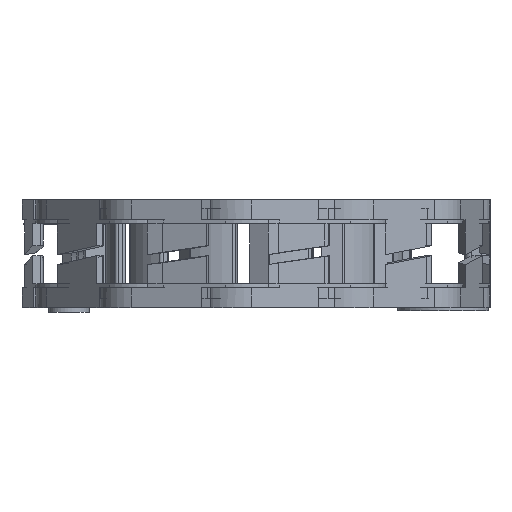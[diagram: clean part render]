
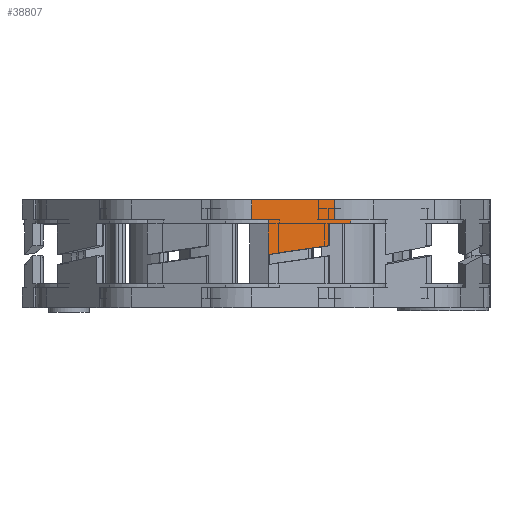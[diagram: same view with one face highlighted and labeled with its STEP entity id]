
A CAD part, left-side view. The second image highlights one B-rep face of the part: STEP entity #38807.
In plain terms, the highlighted planar face has unit normal (-0.98, -0.198, 0).
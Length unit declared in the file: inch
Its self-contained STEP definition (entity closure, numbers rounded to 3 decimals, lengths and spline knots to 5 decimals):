
#971 = VERTEX_POINT ( 'NONE', #61935 ) ;
#1238 = CARTESIAN_POINT ( 'NONE',  ( -1.54195, 0.53913, 0.17717 ) ) ;
#1560 = LINE ( 'NONE', #44978, #22800 ) ;
#1728 = CARTESIAN_POINT ( 'NONE',  ( -1.63911, 1.02064, 0.31496 ) ) ;
#2392 = VECTOR ( 'NONE', #58052, 39.37008 ) ;
#3538 = CARTESIAN_POINT ( 'NONE',  ( -1.60035, 0.82858, 0.31496 ) ) ;
#3616 = EDGE_CURVE ( 'NONE', #49261, #62460, #49416, .T. ) ;
#4375 = VERTEX_POINT ( 'NONE', #11099 ) ;
#4416 = CARTESIAN_POINT ( 'NONE',  ( -1.5616, 0.63651, 0.31496 ) ) ;
#4728 = LINE ( 'NONE', #3538, #54798 ) ;
#6675 = ORIENTED_EDGE ( 'NONE', *, *, #9955, .T. ) ;
#7910 = AXIS2_PLACEMENT_3D ( 'NONE', #20206, #20579, #19775 ) ;
#9365 = ORIENTED_EDGE ( 'NONE', *, *, #54533, .T. ) ;
#9504 = VERTEX_POINT ( 'NONE', #1238 ) ;
#9767 = ORIENTED_EDGE ( 'NONE', *, *, #67342, .T. ) ;
#9955 = EDGE_CURVE ( 'NONE', #33284, #31175, #70497, .T. ) ;
#10817 = VERTEX_POINT ( 'NONE', #4416 ) ;
#11099 = CARTESIAN_POINT ( 'NONE',  ( -1.54195, 0.53913, 0.19685 ) ) ;
#11638 = EDGE_CURVE ( 'NONE', #31175, #9504, #64872, .T. ) ;
#13486 = ORIENTED_EDGE ( 'NONE', *, *, #21644, .F. ) ;
#15509 = ORIENTED_EDGE ( 'NONE', *, *, #63508, .T. ) ;
#16931 = VECTOR ( 'NONE', #29535, 39.37008 ) ;
#17701 = DIRECTION ( 'NONE',  ( 0.198, -0.98, 0. ) ) ;
#19775 = DIRECTION ( 'NONE',  ( 0., 0., -1. ) ) ;
#20050 = DIRECTION ( 'NONE',  ( 0., 0., -1. ) ) ;
#20054 = VECTOR ( 'NONE', #71126, 39.37008 ) ;
#20206 = CARTESIAN_POINT ( 'NONE',  ( -1.65876, 1.11802, 0.31496 ) ) ;
#20446 = LINE ( 'NONE', #33677, #73980 ) ;
#20579 = DIRECTION ( 'NONE',  ( -0.98, -0.198, 0. ) ) ;
#20817 = DIRECTION ( 'NONE',  ( 0.196, -0.971, 0.139 ) ) ;
#20829 = ORIENTED_EDGE ( 'NONE', *, *, #45243, .T. ) ;
#21644 = EDGE_CURVE ( 'NONE', #77177, #10817, #4728, .T. ) ;
#22676 = EDGE_CURVE ( 'NONE', #4375, #9504, #20446, .T. ) ;
#22800 = VECTOR ( 'NONE', #20050, 39.37008 ) ;
#25026 = PLANE ( 'NONE',  #7910 ) ;
#25324 = CARTESIAN_POINT ( 'NONE',  ( -1.5664, 0.66031, 0.04606 ) ) ;
#25699 = CARTESIAN_POINT ( 'NONE',  ( -1.65876, 1.11802, 0.19882 ) ) ;
#26239 = DIRECTION ( 'NONE',  ( 0., 0., -1. ) ) ;
#28976 = LINE ( 'NONE', #71925, #20054 ) ;
#29263 = DIRECTION ( 'NONE',  ( 0.198, -0.98, 0. ) ) ;
#29535 = DIRECTION ( 'NONE',  ( 0.198, -0.98, 0. ) ) ;
#31175 = VERTEX_POINT ( 'NONE', #42479 ) ;
#32278 = LINE ( 'NONE', #1728, #40165 ) ;
#33284 = VERTEX_POINT ( 'NONE', #25324 ) ;
#33562 = CARTESIAN_POINT ( 'NONE',  ( -1.5664, 0.66031, 0.31496 ) ) ;
#33677 = CARTESIAN_POINT ( 'NONE',  ( -1.54195, 0.53913, 0.31496 ) ) ;
#38142 = DIRECTION ( 'NONE',  ( 0., 0., -1. ) ) ;
#38154 = LINE ( 'NONE', #76241, #38824 ) ;
#38807 = ADVANCED_FACE ( 'NONE', ( #75625 ), #25026, .T. ) ;
#38824 = VECTOR ( 'NONE', #20817, 39.37008 ) ;
#39870 = ORIENTED_EDGE ( 'NONE', *, *, #11638, .T. ) ;
#40165 = VECTOR ( 'NONE', #26239, 39.37008 ) ;
#41103 = CARTESIAN_POINT ( 'NONE',  ( -1.65876, 1.11802, 0.19685 ) ) ;
#42479 = CARTESIAN_POINT ( 'NONE',  ( -1.5664, 0.66031, 0.17717 ) ) ;
#44978 = CARTESIAN_POINT ( 'NONE',  ( -1.65876, 1.11802, 0.31496 ) ) ;
#45243 = EDGE_CURVE ( 'NONE', #62460, #971, #32278, .T. ) ;
#49261 = VERTEX_POINT ( 'NONE', #59494 ) ;
#49416 = LINE ( 'NONE', #25699, #69977 ) ;
#51938 = DIRECTION ( 'NONE',  ( -0.198, 0.98, 0. ) ) ;
#54533 = EDGE_CURVE ( 'NONE', #77177, #49261, #1560, .T. ) ;
#54798 = VECTOR ( 'NONE', #29263, 39.37008 ) ;
#57599 = CARTESIAN_POINT ( 'NONE',  ( -1.65876, 1.11802, 0.31496 ) ) ;
#57953 = LINE ( 'NONE', #41103, #77865 ) ;
#58052 = DIRECTION ( 'NONE',  ( 0., 0., 1. ) ) ;
#59494 = CARTESIAN_POINT ( 'NONE',  ( -1.65876, 1.11802, 0.19882 ) ) ;
#60435 = CARTESIAN_POINT ( 'NONE',  ( -1.65876, 1.11802, 0.17717 ) ) ;
#61935 = CARTESIAN_POINT ( 'NONE',  ( -1.63911, 1.02064, -0.0056 ) ) ;
#62460 = VERTEX_POINT ( 'NONE', #66494 ) ;
#63508 = EDGE_CURVE ( 'NONE', #971, #33284, #38154, .T. ) ;
#64872 = LINE ( 'NONE', #60435, #16931 ) ;
#64939 = ORIENTED_EDGE ( 'NONE', *, *, #22676, .F. ) ;
#66494 = CARTESIAN_POINT ( 'NONE',  ( -1.63911, 1.02064, 0.19882 ) ) ;
#66934 = CARTESIAN_POINT ( 'NONE',  ( -1.5616, 0.63651, 0.19685 ) ) ;
#67217 = VERTEX_POINT ( 'NONE', #66934 ) ;
#67342 = EDGE_CURVE ( 'NONE', #4375, #67217, #57953, .T. ) ;
#69977 = VECTOR ( 'NONE', #17701, 39.37008 ) ;
#70497 = LINE ( 'NONE', #33562, #2392 ) ;
#71126 = DIRECTION ( 'NONE',  ( 0., 0., 1. ) ) ;
#71925 = CARTESIAN_POINT ( 'NONE',  ( -1.5616, 0.63651, 0.31496 ) ) ;
#73980 = VECTOR ( 'NONE', #38142, 39.37008 ) ;
#75291 = ORIENTED_EDGE ( 'NONE', *, *, #3616, .T. ) ;
#75625 = FACE_OUTER_BOUND ( 'NONE', #79450, .T. ) ;
#76241 = CARTESIAN_POINT ( 'NONE',  ( -1.63911, 1.02064, -0.0056 ) ) ;
#76673 = EDGE_CURVE ( 'NONE', #67217, #10817, #28976, .T. ) ;
#77177 = VERTEX_POINT ( 'NONE', #57599 ) ;
#77865 = VECTOR ( 'NONE', #51938, 39.37008 ) ;
#78713 = ORIENTED_EDGE ( 'NONE', *, *, #76673, .T. ) ;
#79450 = EDGE_LOOP ( 'NONE', ( #75291, #20829, #15509, #6675, #39870, #64939, #9767, #78713, #13486, #9365 ) ) ;
